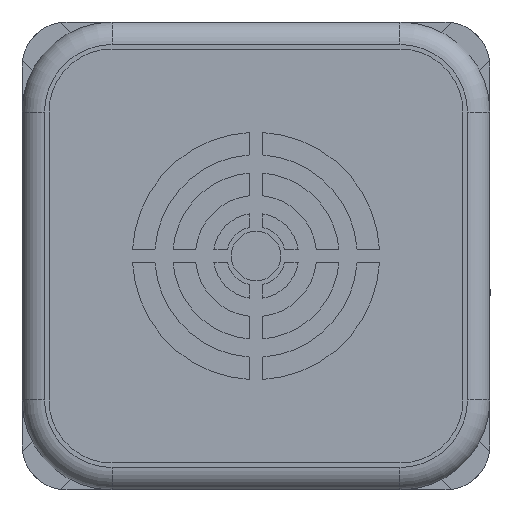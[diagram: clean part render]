
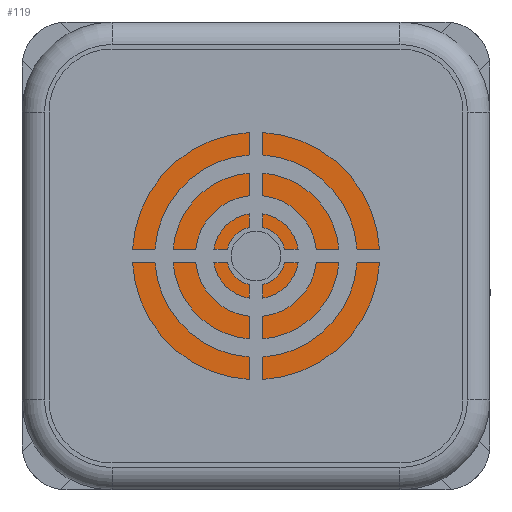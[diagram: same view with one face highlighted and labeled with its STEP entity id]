
A CAD part, front view. The second image highlights one B-rep face of the part: STEP entity #119.
In plain terms, the highlighted planar face has unit normal (0, -1, 0).
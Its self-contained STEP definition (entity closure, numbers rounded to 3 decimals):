
#119 = ADVANCED_FACE ( 'NONE', ( #13946, #9785 ), #16267, .F. ) ;
#1505 = CARTESIAN_POINT ( 'NONE',  ( 0., 0., 0. ) ) ;
#1834 = ORIENTED_EDGE ( 'NONE', *, *, #10800, .T. ) ;
#2854 = CARTESIAN_POINT ( 'NONE',  ( 0., 0., 0. ) ) ;
#2949 = DIRECTION ( 'NONE',  ( 0., 0., 1. ) ) ;
#3956 = VERTEX_POINT ( 'NONE', #9037 ) ;
#3970 = ORIENTED_EDGE ( 'NONE', *, *, #7628, .T. ) ;
#4018 = CARTESIAN_POINT ( 'NONE',  ( 0., 0., -6. ) ) ;
#4202 = CARTESIAN_POINT ( 'NONE',  ( 0., 0., 0. ) ) ;
#4216 = DIRECTION ( 'NONE',  ( 0., 0., 1. ) ) ;
#4251 = ORIENTED_EDGE ( 'NONE', *, *, #10883, .T. ) ;
#5379 = ORIENTED_EDGE ( 'NONE', *, *, #14627, .T. ) ;
#5584 = DIRECTION ( 'NONE',  ( 0., 0., 1. ) ) ;
#6547 = DIRECTION ( 'NONE',  ( 0., 1., 0. ) ) ;
#6955 = AXIS2_PLACEMENT_3D ( 'NONE', #16236, #14487, #16328 ) ;
#7628 = EDGE_CURVE ( 'NONE', #8602, #16850, #12419, .T. ) ;
#7786 = EDGE_LOOP ( 'NONE', ( #1834, #5379 ) ) ;
#8602 = VERTEX_POINT ( 'NONE', #8787 ) ;
#8787 = CARTESIAN_POINT ( 'NONE',  ( 0., 0., -46.5 ) ) ;
#9037 = CARTESIAN_POINT ( 'NONE',  ( 0., 0., 6. ) ) ;
#9193 = AXIS2_PLACEMENT_3D ( 'NONE', #2854, #12529, #4216 ) ;
#9785 = FACE_OUTER_BOUND ( 'NONE', #16947, .T. ) ;
#10119 = AXIS2_PLACEMENT_3D ( 'NONE', #4202, #13943, #5584 ) ;
#10800 = EDGE_CURVE ( 'NONE', #3956, #17680, #17899, .T. ) ;
#10883 = EDGE_CURVE ( 'NONE', #16850, #8602, #12889, .T. ) ;
#11202 = DIRECTION ( 'NONE',  ( 0., -1., 0. ) ) ;
#12419 = CIRCLE ( 'NONE', #9193, 46.5 ) ;
#12529 = DIRECTION ( 'NONE',  ( 0., -1., 0. ) ) ;
#12889 = CIRCLE ( 'NONE', #17345, 46.5 ) ;
#13943 = DIRECTION ( 'NONE',  ( 0., 1., 0. ) ) ;
#13946 = FACE_BOUND ( 'NONE', #7786, .T. ) ;
#14487 = DIRECTION ( 'NONE',  ( 0., 1., 0. ) ) ;
#14627 = EDGE_CURVE ( 'NONE', #17680, #3956, #15982, .T. ) ;
#14950 = CARTESIAN_POINT ( 'NONE',  ( 0., 0., 0. ) ) ;
#15982 = CIRCLE ( 'NONE', #10119, 6. ) ;
#16236 = CARTESIAN_POINT ( 'NONE',  ( 0., 0., 0. ) ) ;
#16267 = PLANE ( 'NONE',  #6955 ) ;
#16305 = DIRECTION ( 'NONE',  ( 0., 0., 1. ) ) ;
#16328 = DIRECTION ( 'NONE',  ( 0., 0., 1. ) ) ;
#16850 = VERTEX_POINT ( 'NONE', #17456 ) ;
#16947 = EDGE_LOOP ( 'NONE', ( #4251, #3970 ) ) ;
#17345 = AXIS2_PLACEMENT_3D ( 'NONE', #1505, #11202, #2949 ) ;
#17456 = CARTESIAN_POINT ( 'NONE',  ( 0., 0., 46.5 ) ) ;
#17533 = AXIS2_PLACEMENT_3D ( 'NONE', #14950, #6547, #16305 ) ;
#17680 = VERTEX_POINT ( 'NONE', #4018 ) ;
#17899 = CIRCLE ( 'NONE', #17533, 6. ) ;
